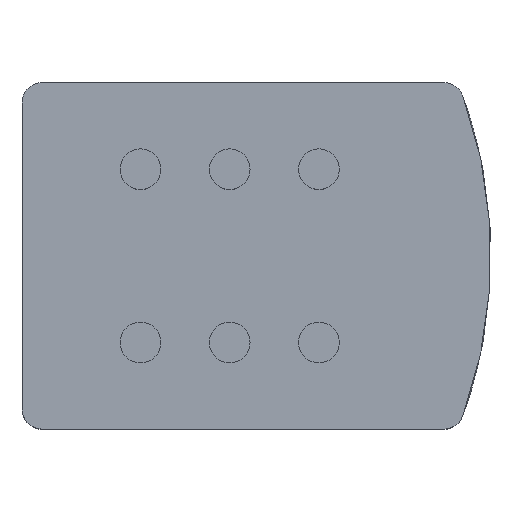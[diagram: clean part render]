
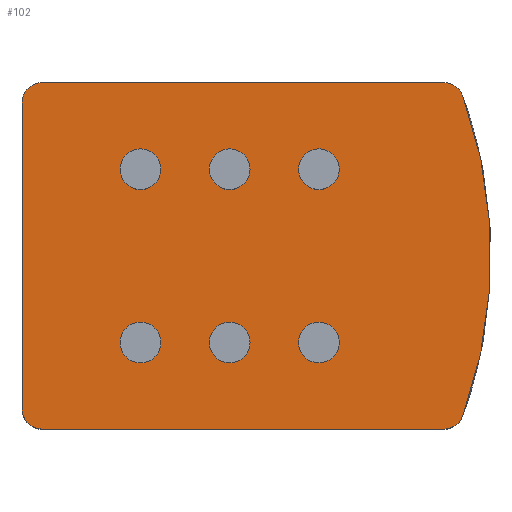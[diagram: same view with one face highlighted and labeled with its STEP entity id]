
A CAD part, top view. The second image highlights one B-rep face of the part: STEP entity #102.
In plain terms, the highlighted planar face has unit normal (0, 0, 1).
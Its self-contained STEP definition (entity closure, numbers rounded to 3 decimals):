
#102=ADVANCED_FACE('240[2]',(#297,#298,#299,#300,#301,#302,#303),#304,.T.);
#104=EDGE_CURVE('240[2]',#306,#306,#307,.T.);
#115=EDGE_CURVE('240[2]',#324,#325,#326,.T.);
#148=EDGE_CURVE('240[2]',#371,#372,#373,.T.);
#159=EDGE_CURVE('240[2]',#389,#389,#390,.T.);
#182=EDGE_CURVE('240[2]',#382,#420,#421,.T.);
#187=EDGE_CURVE('240[2]',#293,#372,#427,.T.);
#204=EDGE_CURVE('240[2]',#324,#420,#450,.T.);
#217=EDGE_CURVE('240[2]',#371,#325,#466,.T.);
#219=EDGE_CURVE('240[2]',#468,#468,#469,.T.);
#231=EDGE_CURVE('240[2]',#486,#486,#487,.T.);
#233=EDGE_CURVE('240[2]',#489,#489,#490,.T.);
#254=EDGE_CURVE('240[2]',#515,#515,#516,.T.);
#256=EDGE_CURVE('240[2]',#293,#518,#519,.T.);
#266=EDGE_CURVE('240[2]',#382,#518,#529,.T.);
#293=VERTEX_POINT('',#551);
#297=FACE_OUTER_BOUND('',#557,.T.);
#298=FACE_BOUND('',#558,.T.);
#299=FACE_BOUND('',#559,.T.);
#300=FACE_BOUND('',#560,.T.);
#301=FACE_BOUND('',#561,.T.);
#302=FACE_BOUND('',#562,.T.);
#303=FACE_BOUND('',#563,.T.);
#304=PLANE('',#564);
#306=VERTEX_POINT('',#567);
#307=CIRCLE('',#568,4.0);
#324=VERTEX_POINT('',#591);
#325=VERTEX_POINT('',#592);
#326=CIRCLE('',#593,4.0);
#371=VERTEX_POINT('',#651);
#372=VERTEX_POINT('',#652);
#373=CIRCLE('',#653,4.0);
#382=VERTEX_POINT('',#665);
#389=VERTEX_POINT('',#675);
#390=CIRCLE('',#676,4.0);
#420=VERTEX_POINT('',#718);
#421=CIRCLE('',#719,4.0);
#427=LINE('',#727,#728);
#450=CIRCLE('',#761,92.5);
#466=LINE('',#786,#787);
#468=VERTEX_POINT('',#790);
#469=CIRCLE('',#791,4.0);
#486=VERTEX_POINT('',#814);
#487=CIRCLE('',#815,4.0);
#489=VERTEX_POINT('',#818);
#490=CIRCLE('',#819,4.0);
#515=VERTEX_POINT('',#857);
#516=CIRCLE('',#858,4.0);
#518=VERTEX_POINT('',#861);
#519=CIRCLE('',#862,4.0);
#529=LINE('',#880,#881);
#551=CARTESIAN_POINT('',(0.,30.0,0.0));
#557=EDGE_LOOP('',(#900,#901,#902,#903,#904,#905,#906,#907));
#558=EDGE_LOOP('',(#908));
#559=EDGE_LOOP('',(#909));
#560=EDGE_LOOP('',(#910));
#561=EDGE_LOOP('',(#911));
#562=EDGE_LOOP('',(#912));
#563=EDGE_LOOP('',(#913));
#564=AXIS2_PLACEMENT_3D('',#914,#915,#916);
#567=CARTESIAN_POINT('',(36.75,-17.0,0.0));
#568=AXIS2_PLACEMENT_3D('',#917,#918,#919);
#591=CARTESIAN_POINT('',(86.523,-31.356,0.0));
#592=CARTESIAN_POINT('',(82.76,-34.0,0.0));
#593=AXIS2_PLACEMENT_3D('',#935,#936,#937);
#651=CARTESIAN_POINT('',(4.0,-34.0,0.0));
#652=CARTESIAN_POINT('',(0.,-30.0,0.0));
#653=AXIS2_PLACEMENT_3D('',#993,#994,#995);
#665=CARTESIAN_POINT('',(82.76,34.0,0.0));
#675=CARTESIAN_POINT('',(54.25,-17.0,0.0));
#676=AXIS2_PLACEMENT_3D('',#1015,#1016,#1017);
#718=CARTESIAN_POINT('',(86.523,31.356,0.0));
#719=AXIS2_PLACEMENT_3D('',#1056,#1057,#1058);
#727=CARTESIAN_POINT('',(0.,34.0,0.0));
#728=VECTOR('',#1064,10.0);
#761=AXIS2_PLACEMENT_3D('',#1087,#1088,#1089);
#786=CARTESIAN_POINT('',(0.,-34.0,0.0));
#787=VECTOR('',#1106,10.0);
#790=CARTESIAN_POINT('',(19.25,-17.0,0.0));
#791=AXIS2_PLACEMENT_3D('',#1107,#1108,#1109);
#814=CARTESIAN_POINT('',(36.75,17.0,0.0));
#815=AXIS2_PLACEMENT_3D('',#1126,#1127,#1128);
#818=CARTESIAN_POINT('',(54.25,17.0,0.0));
#819=AXIS2_PLACEMENT_3D('',#1129,#1130,#1131);
#857=CARTESIAN_POINT('',(19.25,17.0,0.0));
#858=AXIS2_PLACEMENT_3D('',#1165,#1166,#1167);
#861=CARTESIAN_POINT('',(4.,34.0,0.0));
#862=AXIS2_PLACEMENT_3D('',#1168,#1169,#1170);
#880=CARTESIAN_POINT('',(85.525,34.0,0.0));
#881=VECTOR('',#1177,10.0);
#900=ORIENTED_EDGE('',*,*,#256,.F.);
#901=ORIENTED_EDGE('',*,*,#187,.T.);
#902=ORIENTED_EDGE('',*,*,#148,.F.);
#903=ORIENTED_EDGE('',*,*,#217,.T.);
#904=ORIENTED_EDGE('',*,*,#115,.F.);
#905=ORIENTED_EDGE('',*,*,#204,.T.);
#906=ORIENTED_EDGE('',*,*,#182,.F.);
#907=ORIENTED_EDGE('',*,*,#266,.T.);
#908=ORIENTED_EDGE('',*,*,#231,.T.);
#909=ORIENTED_EDGE('',*,*,#254,.T.);
#910=ORIENTED_EDGE('',*,*,#233,.T.);
#911=ORIENTED_EDGE('',*,*,#104,.T.);
#912=ORIENTED_EDGE('',*,*,#219,.T.);
#913=ORIENTED_EDGE('',*,*,#159,.T.);
#914=CARTESIAN_POINT('',(43.863,0.,0.0));
#915=DIRECTION('',(0.0,0.0,1.0));
#916=DIRECTION('',(-1.0,0.,0.0));
#917=CARTESIAN_POINT('',(40.75,-17.0,0.0));
#918=DIRECTION('',(0.0,-0.0,-1.0));
#919=DIRECTION('',(1.0,0.,0.0));
#935=CARTESIAN_POINT('',(82.76,-30.0,0.0));
#936=DIRECTION('',(0.0,-0.0,-1.0));
#937=DIRECTION('',(0.575,-0.818,0.0));
#993=CARTESIAN_POINT('',(4.0,-30.0,0.0));
#994=DIRECTION('',(-0.0,0.0,-1.0));
#995=DIRECTION('',(-0.707,-0.707,0.0));
#1015=CARTESIAN_POINT('',(58.25,-17.0,0.0));
#1016=DIRECTION('',(0.0,-0.0,-1.0));
#1017=DIRECTION('',(1.0,0.,0.0));
#1056=CARTESIAN_POINT('',(82.76,30.0,0.0));
#1057=DIRECTION('',(0.0,0.0,-1.0));
#1058=DIRECTION('',(0.575,0.818,0.0));
#1064=DIRECTION('',(0.,-1.0,0.0));
#1087=CARTESIAN_POINT('',(-0.5,0.,0.0));
#1088=DIRECTION('',(0.0,0.0,1.0));
#1089=DIRECTION('',(0.93,-0.368,0.0));
#1106=DIRECTION('',(1.0,0.,0.0));
#1107=CARTESIAN_POINT('',(23.25,-17.0,0.0));
#1108=DIRECTION('',(0.0,-0.0,-1.0));
#1109=DIRECTION('',(1.0,0.,0.0));
#1126=CARTESIAN_POINT('',(40.75,17.0,0.0));
#1127=DIRECTION('',(0.0,-0.0,-1.0));
#1128=DIRECTION('',(1.0,0.,0.0));
#1129=CARTESIAN_POINT('',(58.25,17.0,0.0));
#1130=DIRECTION('',(0.0,-0.0,-1.0));
#1131=DIRECTION('',(1.0,0.,0.0));
#1165=CARTESIAN_POINT('',(23.25,17.0,0.0));
#1166=DIRECTION('',(0.0,-0.0,-1.0));
#1167=DIRECTION('',(1.0,0.,0.0));
#1168=CARTESIAN_POINT('',(4.,30.0,0.0));
#1169=DIRECTION('',(0.0,0.0,-1.0));
#1170=DIRECTION('',(-0.707,0.707,0.0));
#1177=DIRECTION('',(-1.0,0.,0.0));
